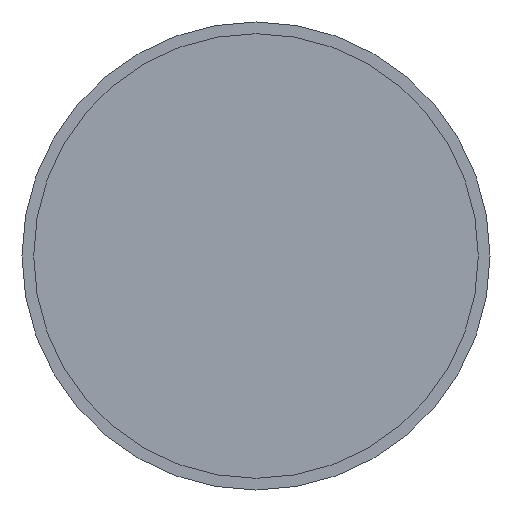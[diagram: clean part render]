
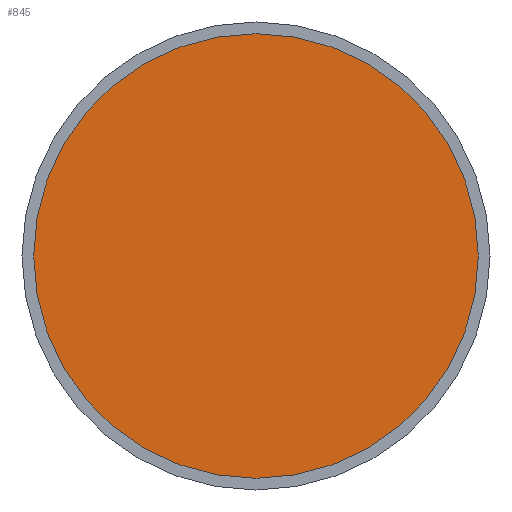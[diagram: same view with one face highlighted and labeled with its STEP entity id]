
A CAD part, front view. The second image highlights one B-rep face of the part: STEP entity #845.
In plain terms, the highlighted planar face has unit normal (0, -1, 0).
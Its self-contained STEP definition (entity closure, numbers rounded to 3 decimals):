
#27 = ORIENTED_EDGE ( 'NONE', *, *, #317, .T. ) ;
#71 = VERTEX_POINT ( 'NONE', #1283 ) ;
#160 = DIRECTION ( 'NONE',  ( 0., -1., 0. ) ) ;
#279 = ORIENTED_EDGE ( 'NONE', *, *, #1714, .T. ) ;
#317 = EDGE_CURVE ( 'NONE', #71, #1063, #1151, .T. ) ;
#340 = AXIS2_PLACEMENT_3D ( 'NONE', #376, #1299, #403 ) ;
#376 = CARTESIAN_POINT ( 'NONE',  ( 0., 0., 0. ) ) ;
#403 = DIRECTION ( 'NONE',  ( -1., 0., 0. ) ) ;
#411 = AXIS2_PLACEMENT_3D ( 'NONE', #1347, #160, #1355 ) ;
#462 = DIRECTION ( 'NONE',  ( 1., 0., 0. ) ) ;
#562 = AXIS2_PLACEMENT_3D ( 'NONE', #1532, #1142, #462 ) ;
#662 = PLANE ( 'NONE',  #340 ) ;
#845 = ADVANCED_FACE ( 'NONE', ( #1461 ), #662, .F. ) ;
#984 = CARTESIAN_POINT ( 'NONE',  ( 38., 0., 0. ) ) ;
#1059 = CIRCLE ( 'NONE', #562, 38. ) ;
#1063 = VERTEX_POINT ( 'NONE', #984 ) ;
#1142 = DIRECTION ( 'NONE',  ( 0., -1., 0. ) ) ;
#1151 = CIRCLE ( 'NONE', #411, 38. ) ;
#1283 = CARTESIAN_POINT ( 'NONE',  ( -38., 0., 0. ) ) ;
#1299 = DIRECTION ( 'NONE',  ( 0., 1., 0. ) ) ;
#1347 = CARTESIAN_POINT ( 'NONE',  ( 0., 0., 0. ) ) ;
#1355 = DIRECTION ( 'NONE',  ( 1., 0., 0. ) ) ;
#1402 = EDGE_LOOP ( 'NONE', ( #279, #27 ) ) ;
#1461 = FACE_OUTER_BOUND ( 'NONE', #1402, .T. ) ;
#1532 = CARTESIAN_POINT ( 'NONE',  ( 0., 0., 0. ) ) ;
#1714 = EDGE_CURVE ( 'NONE', #1063, #71, #1059, .T. ) ;
